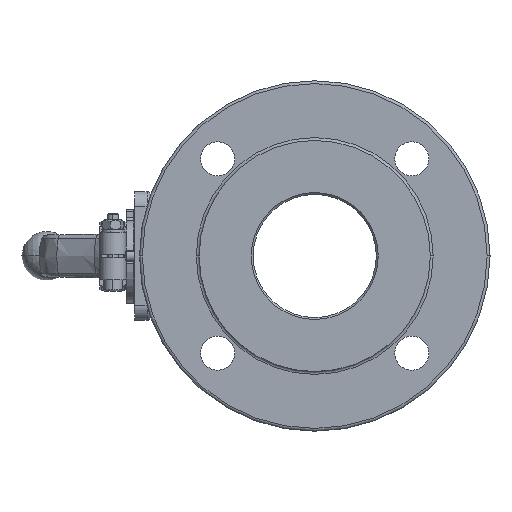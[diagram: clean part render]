
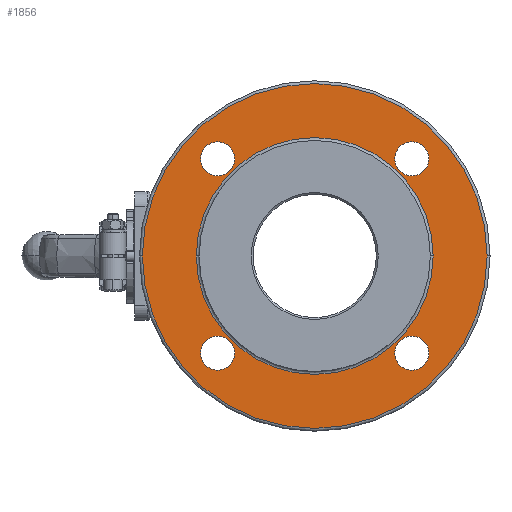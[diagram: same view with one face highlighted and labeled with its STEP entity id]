
A CAD part, left-side view. The second image highlights one B-rep face of the part: STEP entity #1856.
In plain terms, the highlighted planar face has unit normal (-1, 0, 0).
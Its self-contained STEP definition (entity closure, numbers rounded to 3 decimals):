
#1856=ADVANCED_FACE('',(#3943,#3944,#3945,#3946,#3947,#3948),#3949,.T.);
#3943=FACE_OUTER_BOUND('',#7421,.T.);
#3944=FACE_BOUND('',#7422,.T.);
#3945=FACE_BOUND('',#7423,.T.);
#3946=FACE_BOUND('',#7424,.T.);
#3947=FACE_BOUND('',#7425,.T.);
#3948=FACE_BOUND('',#7426,.T.);
#3949=PLANE('',#7427);
#7421=EDGE_LOOP('',(#13875,#13876,#13877));
#7422=EDGE_LOOP('',(#13878,#13879));
#7423=EDGE_LOOP('',(#13880,#13881));
#7424=EDGE_LOOP('',(#13882,#13883));
#7425=EDGE_LOOP('',(#13884,#13885));
#7426=EDGE_LOOP('',(#13886,#13887,#13888));
#7427=AXIS2_PLACEMENT_3D('',#13889,#13890,#13891);
#13875=ORIENTED_EDGE('',*,*,#15516,.F.);
#13876=ORIENTED_EDGE('',*,*,#15515,.F.);
#13877=ORIENTED_EDGE('',*,*,#17637,.F.);
#13878=ORIENTED_EDGE('',*,*,#15541,.T.);
#13879=ORIENTED_EDGE('',*,*,#17638,.T.);
#13880=ORIENTED_EDGE('',*,*,#15546,.T.);
#13881=ORIENTED_EDGE('',*,*,#17639,.T.);
#13882=ORIENTED_EDGE('',*,*,#15551,.T.);
#13883=ORIENTED_EDGE('',*,*,#17640,.T.);
#13884=ORIENTED_EDGE('',*,*,#15556,.T.);
#13885=ORIENTED_EDGE('',*,*,#17641,.T.);
#13886=ORIENTED_EDGE('',*,*,#15887,.F.);
#13887=ORIENTED_EDGE('',*,*,#15886,.F.);
#13888=ORIENTED_EDGE('',*,*,#17633,.F.);
#13889=CARTESIAN_POINT('',(-57.5,-1.25,76.0));
#13890=DIRECTION('',(-1.0,0.0,0.0));
#13891=DIRECTION('',(0.0,-1.0,0.));
#15515=EDGE_CURVE('',#18237,#18240,#18241,.T.);
#15516=EDGE_CURVE('',#18240,#18242,#18243,.T.);
#15541=EDGE_CURVE('',#18286,#18283,#18287,.T.);
#15546=EDGE_CURVE('',#18295,#18292,#18296,.T.);
#15551=EDGE_CURVE('',#18304,#18301,#18305,.T.);
#15556=EDGE_CURVE('',#18313,#18310,#18314,.T.);
#15886=EDGE_CURVE('',#18887,#18889,#18890,.T.);
#15887=EDGE_CURVE('',#18889,#18884,#18891,.T.);
#17633=EDGE_CURVE('',#18884,#18887,#21455,.T.);
#17637=EDGE_CURVE('',#18242,#18237,#21459,.T.);
#17638=EDGE_CURVE('',#18283,#18286,#21460,.T.);
#17639=EDGE_CURVE('',#18292,#18295,#21461,.T.);
#17640=EDGE_CURVE('',#18301,#18304,#21462,.T.);
#17641=EDGE_CURVE('',#18310,#18313,#21463,.T.);
#18237=VERTEX_POINT('',#22330);
#18240=VERTEX_POINT('',#22333);
#18241=CIRCLE('',#22334,91.0);
#18242=VERTEX_POINT('',#22335);
#18243=CIRCLE('',#22336,91.0);
#18283=VERTEX_POINT('',#22384);
#18286=VERTEX_POINT('',#22388);
#18287=CIRCLE('',#22389,9.0);
#18292=VERTEX_POINT('',#22395);
#18295=VERTEX_POINT('',#22399);
#18296=CIRCLE('',#22400,9.0);
#18301=VERTEX_POINT('',#22406);
#18304=VERTEX_POINT('',#22410);
#18305=CIRCLE('',#22411,9.0);
#18310=VERTEX_POINT('',#22417);
#18313=VERTEX_POINT('',#22421);
#18314=CIRCLE('',#22422,9.0);
#18884=VERTEX_POINT('',#23345);
#18887=VERTEX_POINT('',#23348);
#18889=VERTEX_POINT('',#23350);
#18890=CIRCLE('',#23351,62.5);
#18891=CIRCLE('',#23352,62.5);
#21455=CIRCLE('',#28614,62.5);
#21459=CIRCLE('',#28618,91.0);
#21460=CIRCLE('',#28619,9.0);
#21461=CIRCLE('',#28620,9.0);
#21462=CIRCLE('',#28621,9.0);
#21463=CIRCLE('',#28622,9.0);
#22330=CARTESIAN_POINT('',(-57.5,89.75,0.));
#22333=CARTESIAN_POINT('',(-57.5,-1.25,91.0));
#22334=AXIS2_PLACEMENT_3D('',#29727,#29728,#29729);
#22335=CARTESIAN_POINT('',(-57.5,-92.25,0.));
#22336=AXIS2_PLACEMENT_3D('',#29730,#29731,#29732);
#22384=CARTESIAN_POINT('',(-57.5,-43.515,-51.265));
#22388=CARTESIAN_POINT('',(-57.5,-61.515,-51.265));
#22389=AXIS2_PLACEMENT_3D('',#29772,#29773,#29774);
#22395=CARTESIAN_POINT('',(-57.5,59.015,51.265));
#22399=CARTESIAN_POINT('',(-57.5,41.015,51.265));
#22400=AXIS2_PLACEMENT_3D('',#29780,#29781,#29782);
#22406=CARTESIAN_POINT('',(-57.5,59.015,-51.265));
#22410=CARTESIAN_POINT('',(-57.5,41.015,-51.265));
#22411=AXIS2_PLACEMENT_3D('',#29788,#29789,#29790);
#22417=CARTESIAN_POINT('',(-57.5,-43.515,51.265));
#22421=CARTESIAN_POINT('',(-57.5,-61.515,51.265));
#22422=AXIS2_PLACEMENT_3D('',#29796,#29797,#29798);
#23345=CARTESIAN_POINT('',(-57.5,61.25,0.));
#23348=CARTESIAN_POINT('',(-57.5,-63.75,0.));
#23350=CARTESIAN_POINT('',(-57.5,-1.25,62.5));
#23351=AXIS2_PLACEMENT_3D('',#30302,#30303,#30304);
#23352=AXIS2_PLACEMENT_3D('',#30305,#30306,#30307);
#28614=AXIS2_PLACEMENT_3D('',#32045,#32046,#32047);
#28618=AXIS2_PLACEMENT_3D('',#32051,#32052,#32053);
#28619=AXIS2_PLACEMENT_3D('',#32054,#32055,#32056);
#28620=AXIS2_PLACEMENT_3D('',#32057,#32058,#32059);
#28621=AXIS2_PLACEMENT_3D('',#32060,#32061,#32062);
#28622=AXIS2_PLACEMENT_3D('',#32063,#32064,#32065);
#29727=CARTESIAN_POINT('',(-57.5,-1.25,0.));
#29728=DIRECTION('',(1.0,0.0,-0.0));
#29729=DIRECTION('',(0.0,0.,1.0));
#29730=CARTESIAN_POINT('',(-57.5,-1.25,0.));
#29731=DIRECTION('',(1.0,0.0,-0.0));
#29732=DIRECTION('',(0.0,0.,1.0));
#29772=CARTESIAN_POINT('',(-57.5,-52.515,-51.265));
#29773=DIRECTION('',(1.0,0.0,0.0));
#29774=DIRECTION('',(0.0,-1.0,0.));
#29780=CARTESIAN_POINT('',(-57.5,50.015,51.265));
#29781=DIRECTION('',(1.0,0.0,0.0));
#29782=DIRECTION('',(0.0,-1.0,0.));
#29788=CARTESIAN_POINT('',(-57.5,50.015,-51.265));
#29789=DIRECTION('',(1.0,0.0,0.0));
#29790=DIRECTION('',(0.0,-1.0,0.));
#29796=CARTESIAN_POINT('',(-57.5,-52.515,51.265));
#29797=DIRECTION('',(1.0,0.0,0.0));
#29798=DIRECTION('',(0.0,-1.0,0.));
#30302=CARTESIAN_POINT('',(-57.5,-1.25,0.));
#30303=DIRECTION('',(-1.0,-0.0,0.0));
#30304=DIRECTION('',(0.0,0.,-1.0));
#30305=CARTESIAN_POINT('',(-57.5,-1.25,0.));
#30306=DIRECTION('',(-1.0,-0.0,0.0));
#30307=DIRECTION('',(0.0,0.,-1.0));
#32045=CARTESIAN_POINT('',(-57.5,-1.25,0.));
#32046=DIRECTION('',(-1.0,-0.0,0.0));
#32047=DIRECTION('',(0.0,0.,-1.0));
#32051=CARTESIAN_POINT('',(-57.5,-1.25,0.));
#32052=DIRECTION('',(1.0,0.0,-0.0));
#32053=DIRECTION('',(0.0,0.,1.0));
#32054=CARTESIAN_POINT('',(-57.5,-52.515,-51.265));
#32055=DIRECTION('',(1.0,0.0,0.0));
#32056=DIRECTION('',(0.0,-1.0,0.));
#32057=CARTESIAN_POINT('',(-57.5,50.015,51.265));
#32058=DIRECTION('',(1.0,0.0,0.0));
#32059=DIRECTION('',(0.0,-1.0,0.));
#32060=CARTESIAN_POINT('',(-57.5,50.015,-51.265));
#32061=DIRECTION('',(1.0,0.0,0.0));
#32062=DIRECTION('',(0.0,-1.0,0.));
#32063=CARTESIAN_POINT('',(-57.5,-52.515,51.265));
#32064=DIRECTION('',(1.0,0.0,0.0));
#32065=DIRECTION('',(0.0,-1.0,0.));
